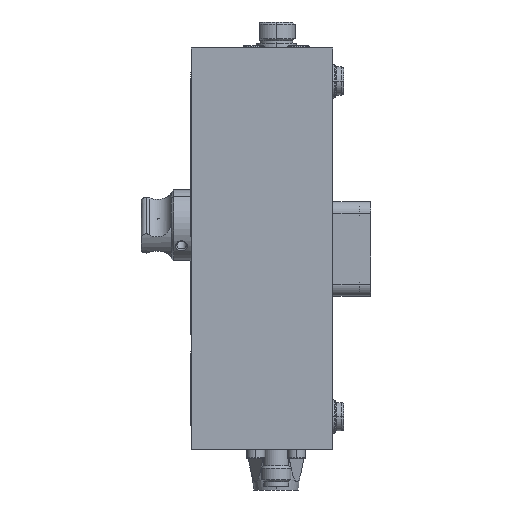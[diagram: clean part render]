
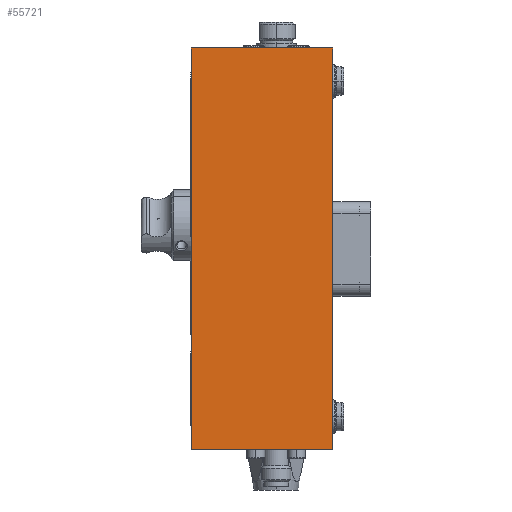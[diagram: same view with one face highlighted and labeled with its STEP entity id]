
A CAD part, left-side view. The second image highlights one B-rep face of the part: STEP entity #55721.
In plain terms, the highlighted planar face has unit normal (-1, 0, 0).
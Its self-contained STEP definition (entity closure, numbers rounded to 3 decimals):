
#55017 = EDGE_CURVE ( 'NONE', #55134, #55128, #89789, .T. ) ;
#55128 = VERTEX_POINT ( 'NONE', #89825 ) ;
#55134 = VERTEX_POINT ( 'NONE', #89852 ) ;
#55569 = ORIENTED_EDGE ( 'NONE', *, *, #55017, .T. ) ;
#55638 = EDGE_LOOP ( 'NONE', ( #55725, #55692, #55705, #55569 ) ) ;
#55692 = ORIENTED_EDGE ( 'NONE', *, *, #55727, .F. ) ;
#55693 = EDGE_CURVE ( 'NONE', #55134, #55711, #90401, .T. ) ;
#55705 = ORIENTED_EDGE ( 'NONE', *, *, #55693, .F. ) ;
#55711 = VERTEX_POINT ( 'NONE', #90453 ) ;
#55713 = VERTEX_POINT ( 'NONE', #90397 ) ;
#55721 = ADVANCED_FACE ( 'NONE', ( #90452 ), #90446, .F. ) ;
#55725 = ORIENTED_EDGE ( 'NONE', *, *, #55729, .T. ) ;
#55727 = EDGE_CURVE ( 'NONE', #55711, #55713, #90448, .T. ) ;
#55729 = EDGE_CURVE ( 'NONE', #55128, #55713, #90434, .T. ) ;
#89729 = CARTESIAN_POINT ( 'NONE',  ( -40., 30., -42.5 ) ) ;
#89787 = DIRECTION ( 'NONE',  ( 0., -1., 0. ) ) ;
#89788 = VECTOR ( 'NONE', #89787, 1000. ) ;
#89789 = LINE ( 'NONE', #89729, #89788 ) ;
#89825 = CARTESIAN_POINT ( 'NONE',  ( -40., 0., -42.5 ) ) ;
#89852 = CARTESIAN_POINT ( 'NONE',  ( -40., 30., -42.5 ) ) ;
#90397 = CARTESIAN_POINT ( 'NONE',  ( -40., 0., 42.5 ) ) ;
#90398 = DIRECTION ( 'NONE',  ( 0., 0., 1. ) ) ;
#90399 = VECTOR ( 'NONE', #90398, 1000. ) ;
#90400 = CARTESIAN_POINT ( 'NONE',  ( -40., 30., -42.5 ) ) ;
#90401 = LINE ( 'NONE', #90400, #90399 ) ;
#90432 = DIRECTION ( 'NONE',  ( 0., -1., 0. ) ) ;
#90433 = VECTOR ( 'NONE', #90432, 1000. ) ;
#90434 = LINE ( 'NONE', #90490, #90489 ) ;
#90435 = DIRECTION ( 'NONE',  ( 0., 0., -1. ) ) ;
#90436 = DIRECTION ( 'NONE',  ( 1., 0., 0. ) ) ;
#90437 = CARTESIAN_POINT ( 'NONE',  ( -40., 30., -42.5 ) ) ;
#90439 = AXIS2_PLACEMENT_3D ( 'NONE', #90437, #90436, #90435 ) ;
#90446 = PLANE ( 'NONE',  #90439 ) ;
#90447 = CARTESIAN_POINT ( 'NONE',  ( -40., 30., 42.5 ) ) ;
#90448 = LINE ( 'NONE', #90447, #90433 ) ;
#90452 = FACE_OUTER_BOUND ( 'NONE', #55638, .T. ) ;
#90453 = CARTESIAN_POINT ( 'NONE',  ( -40., 30., 42.5 ) ) ;
#90488 = DIRECTION ( 'NONE',  ( 0., 0., 1. ) ) ;
#90489 = VECTOR ( 'NONE', #90488, 1000. ) ;
#90490 = CARTESIAN_POINT ( 'NONE',  ( -40., 0., -42.5 ) ) ;
